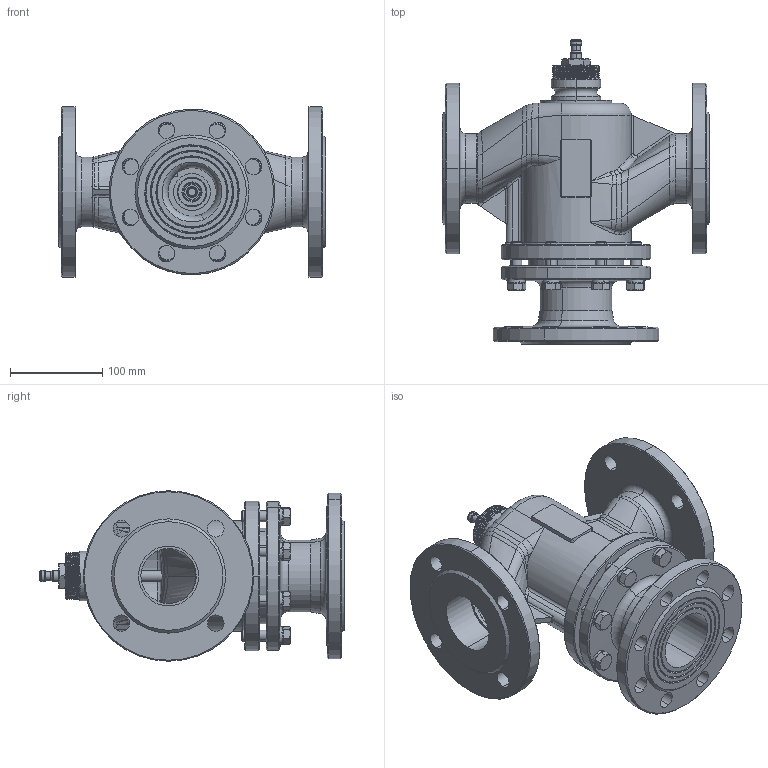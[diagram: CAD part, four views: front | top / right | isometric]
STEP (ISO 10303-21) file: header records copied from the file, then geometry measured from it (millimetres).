
FILE_DESCRIPTION((''),'2;1');
FILE_NAME('3D_STEP_CAD_MODEL_OF__SW0004','2023-03-28T19:11:47',('phili'),(''),'CREO PARAMETRIC BY PTC INC, 2019010','CREO PARAMETRIC BY PTC INC, 2019010','');
FILE_SCHEMA(('CONFIG_CONTROL_DESIGN'));
Products named in the file (1): 3D_STEP_CAD_MODEL_OF__SW0004
Bounding box: 290 x 330.91 x 185 mm (x, y, z)
Surface area: 543508.8 mm2 (no closed solid volume)
Topology: 0 solids, 42 shells, 856 faces, 2377 edges, 1544 vertices
Faces by surface type: bspline 344, cylinder 205, cone 137, plane 128, torus 39, sphere 3
Entity records: 98156 total; most frequent: CARTESIAN_POINT 79618, ORIENTED_EDGE 4147, DIRECTION 2757, EDGE_CURVE 2375, VERTEX_POINT 1544, B_SPLINE_CURVE_WITH_KNOTS 1235, AXIS2_PLACEMENT_3D 1105, EDGE_LOOP 947
